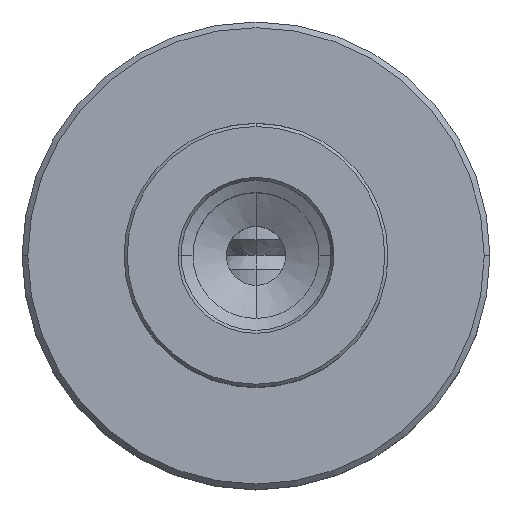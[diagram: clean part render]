
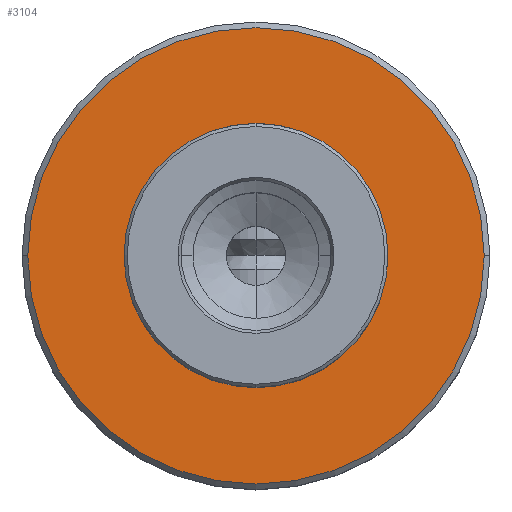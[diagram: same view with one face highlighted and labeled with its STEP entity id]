
A CAD part, top view. The second image highlights one B-rep face of the part: STEP entity #3104.
In plain terms, the highlighted planar face has unit normal (0, 0, 1).
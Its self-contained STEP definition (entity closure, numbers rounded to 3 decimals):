
#2050=EDGE_CURVE('NONE',#3086,#2700,#5454,.T.);
#2274=VERTEX_POINT('NONE',#5698);
#2550=EDGE_CURVE('NONE',#2274,#3516,#5997,.T.);
#2600=EDGE_CURVE('NONE',#2700,#3086,#6048,.T.);
#2700=VERTEX_POINT('NONE',#6152);
#3086=VERTEX_POINT('NONE',#6588);
#3104=ADVANCED_FACE('NONE',(#6608,#6609),#6610,.F.);
#3516=VERTEX_POINT('NONE',#7066);
#4792=EDGE_CURVE('NONE',#3516,#2274,#8494,.T.);
#5454=CIRCLE('',#9821,19.025);
#5698=CARTESIAN_POINT('',(-10.9,0.,0.0));
#5997=CIRCLE('',#11211,10.9);
#6048=CIRCLE('',#11360,19.025);
#6152=CARTESIAN_POINT('',(19.025,0.,0.0));
#6588=CARTESIAN_POINT('',(-19.025,0.,0.0));
#6608=FACE_OUTER_BOUND('',#12841,.T.);
#6609=FACE_BOUND('',#12842,.T.);
#6610=PLANE('',#12843);
#7066=CARTESIAN_POINT('',(10.9,0.,0.0));
#8494=CIRCLE('',#17761,10.9);
#9821=AXIS2_PLACEMENT_3D('',#18934,#18935,#18936);
#11211=AXIS2_PLACEMENT_3D('',#19445,#19446,#19447);
#11360=AXIS2_PLACEMENT_3D('',#19478,#19479,#19480);
#12841=EDGE_LOOP('',(#20010,#20011));
#12842=EDGE_LOOP('',(#20012,#20013));
#12843=AXIS2_PLACEMENT_3D('',#20014,#20015,#20016);
#17761=AXIS2_PLACEMENT_3D('',#22036,#22037,#22038);
#18934=CARTESIAN_POINT('',(0.0,0.0,0.0));
#18935=DIRECTION('',(0.0,0.0,-1.0));
#18936=DIRECTION('',(0.0,1.0,0.0));
#19445=CARTESIAN_POINT('',(0.0,0.0,0.0));
#19446=DIRECTION('',(0.0,0.0,-1.0));
#19447=DIRECTION('',(0.0,1.0,0.0));
#19478=CARTESIAN_POINT('',(0.0,0.0,0.0));
#19479=DIRECTION('',(0.0,0.0,-1.0));
#19480=DIRECTION('',(0.0,1.0,0.0));
#20010=ORIENTED_EDGE('',*,*,#2050,.F.);
#20011=ORIENTED_EDGE('',*,*,#2600,.F.);
#20012=ORIENTED_EDGE('',*,*,#4792,.T.);
#20013=ORIENTED_EDGE('',*,*,#2550,.T.);
#20014=CARTESIAN_POINT('',(0.0,0.0,0.0));
#20015=DIRECTION('',(0.0,0.0,-1.0));
#20016=DIRECTION('',(-1.0,0.0,0.0));
#22036=CARTESIAN_POINT('',(0.0,0.0,0.0));
#22037=DIRECTION('',(0.0,0.0,-1.0));
#22038=DIRECTION('',(0.0,1.0,0.0));
